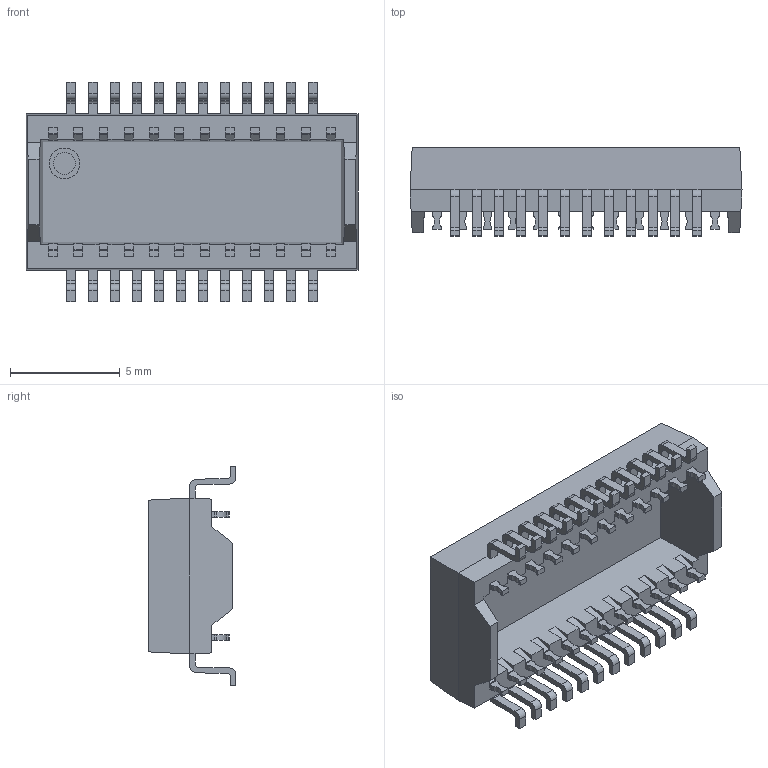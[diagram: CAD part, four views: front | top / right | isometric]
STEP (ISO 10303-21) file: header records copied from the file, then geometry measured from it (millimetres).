
FILE_DESCRIPTION((''),'2;1');
FILE_NAME('UTV24P58Q','2023-03-06T',('Administrator'),(''),'PRO/ENGINEER BY PARAMETRIC TECHNOLOGY CORPORATION, 2008380','PRO/ENGINEER BY PARAMETRIC TECHNOLOGY CORPORATION, 2008380','');
FILE_SCHEMA(('CONFIG_CONTROL_DESIGN'));
Length unit declared in the file: millimetre
Products named in the file (1): UTV24P58Q
Bounding box: 15.1 x 4 x 10 mm (x, y, z)
Volume: 169.5 mm3; surface area: 570.5 mm2
Topology: 1 solids, 1 shells, 1520 faces, 4403 edges, 2950 vertices
Faces by surface type: plane 1274, cylinder 246
Entity records: 49645 total; most frequent: CARTESIAN_POINT 8873, ORIENTED_EDGE 8806, DIRECTION 8031, EDGE_CURVE 4403, VECTOR 3815, LINE 3815, VERTEX_POINT 2950, AXIS2_PLACEMENT_3D 2108
